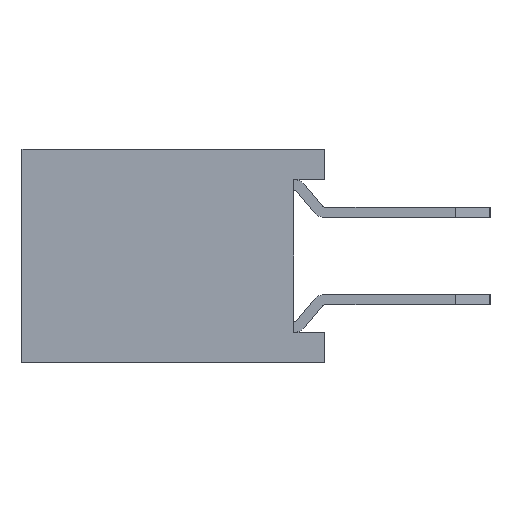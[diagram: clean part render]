
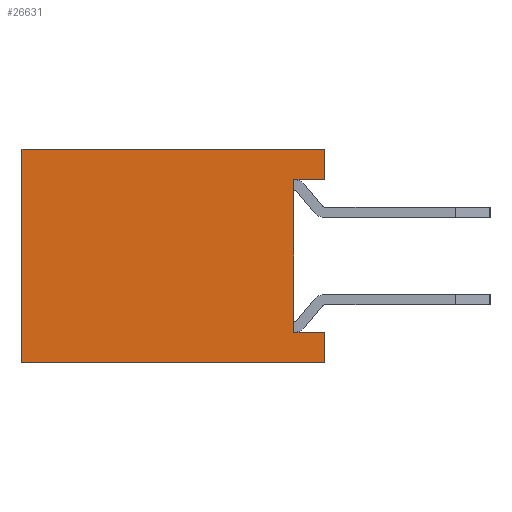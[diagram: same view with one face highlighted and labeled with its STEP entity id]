
A CAD part, left-side view. The second image highlights one B-rep face of the part: STEP entity #26631.
In plain terms, the highlighted planar face has unit normal (-1, 0, 0).
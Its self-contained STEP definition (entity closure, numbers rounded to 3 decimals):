
#7=DIRECTION('',(0.,0.,-1.));
#8=VECTOR('',#7,0.44);
#9=CARTESIAN_POINT('',(-32.,-4.4,1.55));
#10=LINE('',#9,#8);
#15=DIRECTION('',(0.,1.,0.));
#16=VECTOR('',#15,0.45);
#17=CARTESIAN_POINT('',(-32.,-4.4,1.11));
#18=LINE('',#17,#16);
#22=DIRECTION('',(0.,0.,-1.));
#23=VECTOR('',#22,2.22);
#24=CARTESIAN_POINT('',(-32.,-3.95,1.11));
#25=LINE('',#24,#23);
#29=DIRECTION('',(0.,-1.,0.));
#30=VECTOR('',#29,0.45);
#31=CARTESIAN_POINT('',(-32.,-3.95,-1.11));
#32=LINE('',#31,#30);
#36=DIRECTION('',(0.,0.,-1.));
#37=VECTOR('',#36,0.44);
#38=CARTESIAN_POINT('',(-32.,-4.4,-1.11));
#39=LINE('',#38,#37);
#43=DIRECTION('',(0.,1.,0.));
#44=VECTOR('',#43,4.4);
#45=CARTESIAN_POINT('',(-32.,-4.4,-1.55));
#46=LINE('',#45,#44);
#50=DIRECTION('',(0.,0.,1.));
#51=VECTOR('',#50,3.1);
#52=CARTESIAN_POINT('',(-32.,0.,-1.55));
#53=LINE('',#52,#51);
#57=DIRECTION('',(0.,-1.,0.));
#58=VECTOR('',#57,4.4);
#59=CARTESIAN_POINT('',(-32.,0.,1.55));
#60=LINE('',#59,#58);
#22576=CARTESIAN_POINT('',(-32.,-4.4,1.55));
#22577=CARTESIAN_POINT('',(-32.,-4.4,1.11));
#22578=VERTEX_POINT('',#22576);
#22579=VERTEX_POINT('',#22577);
#22580=CARTESIAN_POINT('',(-32.,-3.95,1.11));
#22581=VERTEX_POINT('',#22580);
#22582=CARTESIAN_POINT('',(-32.,-3.95,-1.11));
#22583=VERTEX_POINT('',#22582);
#22584=CARTESIAN_POINT('',(-32.,-4.4,-1.11));
#22585=VERTEX_POINT('',#22584);
#22586=CARTESIAN_POINT('',(-32.,-4.4,-1.55));
#22587=VERTEX_POINT('',#22586);
#22588=CARTESIAN_POINT('',(-32.,0.,-1.55));
#22589=VERTEX_POINT('',#22588);
#22590=CARTESIAN_POINT('',(-32.,0.,1.55));
#22591=VERTEX_POINT('',#22590);
#26608=CARTESIAN_POINT('',(-32.,0.,0.));
#26609=DIRECTION('',(1.,0.,0.));
#26610=DIRECTION('',(0.,0.,-1.));
#26611=AXIS2_PLACEMENT_3D('',#26608,#26609,#26610);
#26612=PLANE('',#26611);
#26614=ORIENTED_EDGE('',*,*,#26613,.T.);
#26616=ORIENTED_EDGE('',*,*,#26615,.T.);
#26618=ORIENTED_EDGE('',*,*,#26617,.T.);
#26620=ORIENTED_EDGE('',*,*,#26619,.T.);
#26622=ORIENTED_EDGE('',*,*,#26621,.T.);
#26624=ORIENTED_EDGE('',*,*,#26623,.T.);
#26626=ORIENTED_EDGE('',*,*,#26625,.T.);
#26628=ORIENTED_EDGE('',*,*,#26627,.T.);
#26629=EDGE_LOOP('',(#26614,#26616,#26618,#26620,#26622,#26624,#26626,#26628));
#26630=FACE_OUTER_BOUND('',#26629,.F.);
#26613=EDGE_CURVE('',#22578,#22579,#10,.T.);
#26615=EDGE_CURVE('',#22579,#22581,#18,.T.);
#26617=EDGE_CURVE('',#22581,#22583,#25,.T.);
#26619=EDGE_CURVE('',#22583,#22585,#32,.T.);
#26621=EDGE_CURVE('',#22585,#22587,#39,.T.);
#26623=EDGE_CURVE('',#22587,#22589,#46,.T.);
#26625=EDGE_CURVE('',#22589,#22591,#53,.T.);
#26627=EDGE_CURVE('',#22591,#22578,#60,.T.);
#26631=ADVANCED_FACE('',(#26630),#26612,.F.);
